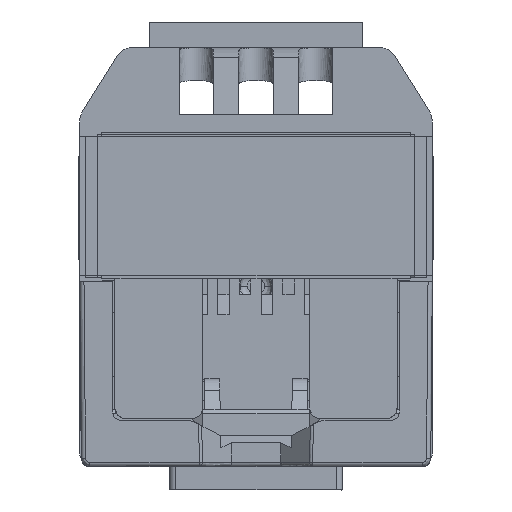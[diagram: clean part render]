
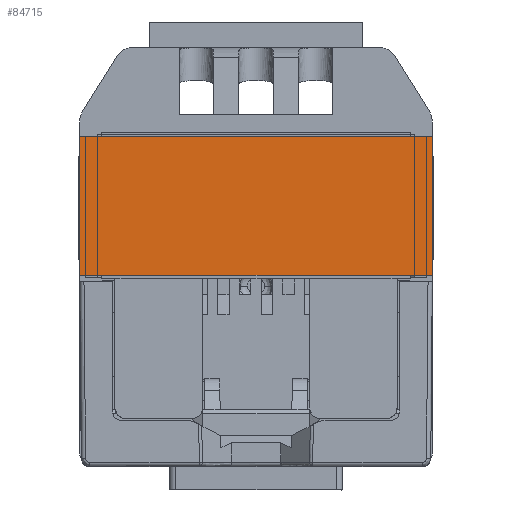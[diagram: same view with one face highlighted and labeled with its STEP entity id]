
A CAD part, front view. The second image highlights one B-rep face of the part: STEP entity #84715.
In plain terms, the highlighted free-form (B-spline) face has degree [1, 1] with [2, 2] control points.
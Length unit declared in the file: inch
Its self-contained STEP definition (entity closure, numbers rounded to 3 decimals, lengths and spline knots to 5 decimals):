
#3215 = CARTESIAN_POINT ( 'NONE',  ( 0.30575, -0.87142, -0.03479 ) ) ;
#3584 = ORIENTED_EDGE ( 'NONE', *, *, #10301, .F. ) ;
#6143 = VERTEX_POINT ( 'NONE', #68082 ) ;
#7417 = CARTESIAN_POINT ( 'NONE',  ( 0.9517, -0.95822, 0.08469 ) ) ;
#10301 = EDGE_CURVE ( 'NONE', #70031, #79275, #17623, .T. ) ;
#17623 = B_SPLINE_CURVE_WITH_KNOTS ( 'NONE', 1,
 ( #85411, #50786 ),
 .UNSPECIFIED., .F., .F.,
 ( 2, 2 ),
 ( 0., 1. ),
 .UNSPECIFIED. ) ;
#22251 = EDGE_CURVE ( 'NONE', #6143, #33057, #81246, .T. ) ;
#31474 = CARTESIAN_POINT ( 'NONE',  ( 0.99217, -0.88326, -0.16298 ) ) ;
#31912 = CARTESIAN_POINT ( 'NONE',  ( 0.94005, -0.95511, 0.07763 ) ) ;
#33057 = VERTEX_POINT ( 'NONE', #85043 ) ;
#33221 = CARTESIAN_POINT ( 'NONE',  ( 0.30575, -0.87142, -0.03479 ) ) ;
#39322 = CARTESIAN_POINT ( 'NONE',  ( 0.94005, -0.95511, 0.07763 ) ) ;
#39911 = ORIENTED_EDGE ( 'NONE', *, *, #85845, .T. ) ;
#40859 = CARTESIAN_POINT ( 'NONE',  ( 0.99217, -0.88326, -0.16298 ) ) ;
#46945 = B_SPLINE_SURFACE_WITH_KNOTS ( 'NONE', 1, 1, ( 
 ( #68750, #7417 ),
 ( #60737, #80740 ) ),
 .UNSPECIFIED., .F., .F., .F.,
 ( 2, 2 ),
 ( 2, 2 ),
 ( -8.58, 8.58 ),
 ( -3.38727, 3.38727 ),
 .UNSPECIFIED. ) ;
#47748 = ORIENTED_EDGE ( 'NONE', *, *, #22251, .T. ) ;
#50786 = CARTESIAN_POINT ( 'NONE',  ( 0.94005, -0.95511, 0.07763 ) ) ;
#51443 = ORIENTED_EDGE ( 'NONE', *, *, #85778, .F. ) ;
#60737 = CARTESIAN_POINT ( 'NONE',  ( 0.34622, -0.79646, -0.28245 ) ) ;
#60850 = CARTESIAN_POINT ( 'NONE',  ( 0.35787, -0.79957, -0.27539 ) ) ;
#63310 = B_SPLINE_CURVE_WITH_KNOTS ( 'NONE', 1,
 ( #31912, #31474 ),
 .UNSPECIFIED., .F., .F.,
 ( 2, 2 ),
 ( 0., 1. ),
 .UNSPECIFIED. ) ;
#65692 = CARTESIAN_POINT ( 'NONE',  ( 0.35787, -0.79957, -0.27539 ) ) ;
#68082 = CARTESIAN_POINT ( 'NONE',  ( 0.35787, -0.79957, -0.27539 ) ) ;
#68750 = CARTESIAN_POINT ( 'NONE',  ( 1.0059, -0.88349, -0.16554 ) ) ;
#70031 = VERTEX_POINT ( 'NONE', #3215 ) ;
#74968 = FACE_OUTER_BOUND ( 'NONE', #87083, .T. ) ;
#78117 = B_SPLINE_CURVE_WITH_KNOTS ( 'NONE', 1,
 ( #33221, #65692 ),
 .UNSPECIFIED., .F., .F.,
 ( 2, 2 ),
 ( 0., 1. ),
 .UNSPECIFIED. ) ;
#79275 = VERTEX_POINT ( 'NONE', #39322 ) ;
#80740 = CARTESIAN_POINT ( 'NONE',  ( 0.29202, -0.87119, -0.03222 ) ) ;
#81246 = B_SPLINE_CURVE_WITH_KNOTS ( 'NONE', 1,
 ( #60850, #40859 ),
 .UNSPECIFIED., .F., .F.,
 ( 2, 2 ),
 ( 0., 1. ),
 .UNSPECIFIED. ) ;
#84715 = ADVANCED_FACE ( 'NONE', ( #74968 ), #46945, .F. ) ;
#85043 = CARTESIAN_POINT ( 'NONE',  ( 0.99217, -0.88326, -0.16298 ) ) ;
#85411 = CARTESIAN_POINT ( 'NONE',  ( 0.30575, -0.87142, -0.03479 ) ) ;
#85778 = EDGE_CURVE ( 'NONE', #79275, #33057, #63310, .T. ) ;
#85845 = EDGE_CURVE ( 'NONE', #70031, #6143, #78117, .T. ) ;
#87083 = EDGE_LOOP ( 'NONE', ( #3584, #39911, #47748, #51443 ) ) ;
